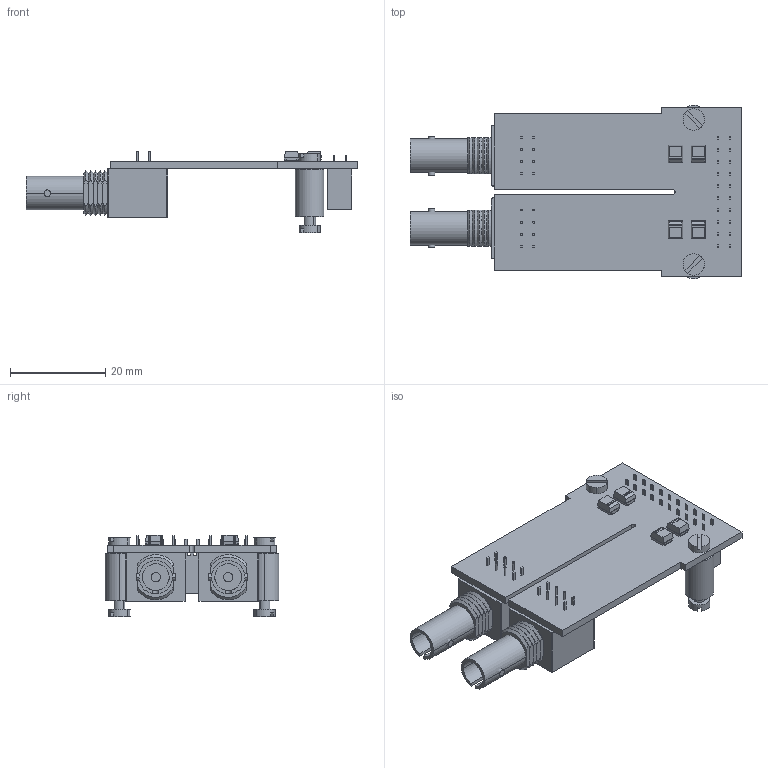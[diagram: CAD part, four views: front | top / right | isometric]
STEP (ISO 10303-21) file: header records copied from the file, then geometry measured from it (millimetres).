
FILE_DESCRIPTION((''),'2;1');
FILE_NAME('PCBM_CIBO 0V3.stp','2011-05-03T17:41:05',(''),(''),'Mechanical Desktop 2011','Mechanical Desktop 2011',', , ');
FILE_SCHEMA(('AUTOMOTIVE_DESIGN { 1 2 10303 214 1 1 1 1 }'));
Length unit declared in the file: millimetre
Products named in the file (3): ProductA; Product1; Product
Bounding box: 69.81 x 36.48 x 17.1 mm (x, y, z)
Volume: 7988.1 mm3; surface area: 11472.9 mm2
Topology: 116 solids, 116 shells, 1140 faces, 2594 edges, 1670 vertices
Faces by surface type: plane 937, cylinder 107, cone 48, bspline 48
Entity records: 28323 total; most frequent: CARTESIAN_POINT 5181, ORIENTED_EDGE 4666, DIRECTION 4426, EDGE_CURVE 2333, VECTOR 2094, LINE 2094, VERTEX_POINT 1495, AXIS2_PLACEMENT_3D 1166
